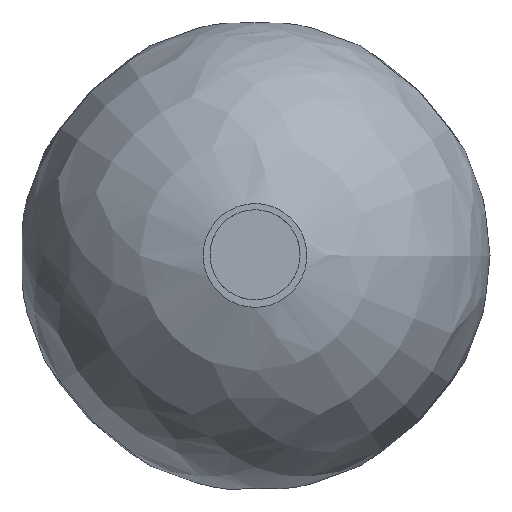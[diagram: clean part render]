
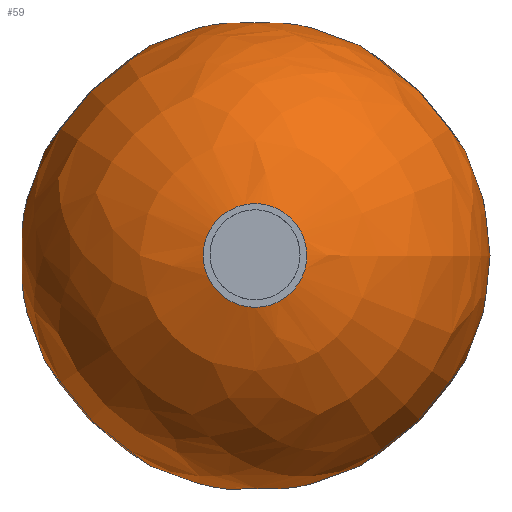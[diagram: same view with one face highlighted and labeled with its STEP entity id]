
A CAD part, top view. The second image highlights one B-rep face of the part: STEP entity #59.
In plain terms, the highlighted free-form (B-spline) face has degree [2, 2] with [9, 5] control points.
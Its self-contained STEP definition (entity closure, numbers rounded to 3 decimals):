
#59=ADVANCED_FACE('',(#73),#195,.T.);
#73=FACE_OUTER_BOUND('',#87,.T.);
#87=EDGE_LOOP('',(#122,#123,#124,#125));
#122=ORIENTED_EDGE('',*,*,#152,.F.);
#123=ORIENTED_EDGE('',*,*,#151,.T.);
#124=ORIENTED_EDGE('',*,*,#152,.T.);
#125=ORIENTED_EDGE('',*,*,#141,.F.);
#141=EDGE_CURVE('',#179,#179,#162,.T.);
#151=EDGE_CURVE('',#184,#184,#169,.T.);
#152=EDGE_CURVE('',#184,#179,#170,.T.);
#162=(
BOUNDED_CURVE()
B_SPLINE_CURVE(2,(#485,#486,#487,#488,#489,#490,#491,#492,#493),
 .UNSPECIFIED.,.T.,.F.)
B_SPLINE_CURVE_WITH_KNOTS((3,2,2,2,3),(0.,468.764,937.529,
1406.293,1875.057),.UNSPECIFIED.)
CURVE()
GEOMETRIC_REPRESENTATION_ITEM()
RATIONAL_B_SPLINE_CURVE((1.,0.707,1.,0.707,1.,0.707,
1.,0.707,1.))
REPRESENTATION_ITEM('')
);
#169=(
BOUNDED_CURVE()
B_SPLINE_CURVE(2,(#544,#545,#546,#547,#548,#549,#550,#551,#552),
 .UNSPECIFIED.,.T.,.F.)
B_SPLINE_CURVE_WITH_KNOTS((3,2,2,2,3),(0.,468.764,937.529,
1406.293,1875.057),.UNSPECIFIED.)
CURVE()
GEOMETRIC_REPRESENTATION_ITEM()
RATIONAL_B_SPLINE_CURVE((1.,0.707,1.,0.707,1.,0.707,
1.,0.707,1.))
REPRESENTATION_ITEM('')
);
#170=(
BOUNDED_CURVE()
B_SPLINE_CURVE(2,(#553,#554,#555,#556,#557),.UNSPECIFIED.,.F.,.F.)
B_SPLINE_CURVE_WITH_KNOTS((3,2,3),(731.263,1085.927,1440.592),
 .UNSPECIFIED.)
CURVE()
GEOMETRIC_REPRESENTATION_ITEM()
RATIONAL_B_SPLINE_CURVE((1.,0.829,1.,0.829,1.))
REPRESENTATION_ITEM('')
);
#179=VERTEX_POINT('',#468);
#184=VERTEX_POINT('',#473);
#195=(
BOUNDED_SURFACE()
B_SPLINE_SURFACE(2,2,((#422,#423,#424,#425,#426),(#427,#428,#429,#430,#431),
(#432,#433,#434,#435,#436),(#437,#438,#439,#440,#441),(#442,#443,#444,#445,
#446),(#447,#448,#449,#450,#451),(#452,#453,#454,#455,#456),(#457,#458,
#459,#460,#461),(#462,#463,#464,#465,#466)),.UNSPECIFIED.,.T.,.F.,.F.)
B_SPLINE_SURFACE_WITH_KNOTS((3,2,2,2,3),(3,2,3),(0.,468.764,937.529,
1406.293,1875.057),(731.263,1085.927,1440.592),
 .UNSPECIFIED.)
GEOMETRIC_REPRESENTATION_ITEM()
RATIONAL_B_SPLINE_SURFACE(((1.,0.829,1.,0.829,1.),
(0.707,0.586,0.707,0.586,
0.707),(1.,0.829,1.,0.829,1.),(0.707,
0.586,0.707,0.586,0.707),
(1.,0.829,1.,0.829,1.),(0.707,0.586,
0.707,0.586,0.707),(1.,0.829,
1.,0.829,1.),(0.707,0.586,0.707,
0.586,0.707),(1.,0.829,1.,0.829,
1.)))
REPRESENTATION_ITEM('')
SURFACE()
);
#422=CARTESIAN_POINT('',(154.081,0.,0.));
#423=CARTESIAN_POINT('',(326.77,0.,104.101));
#424=CARTESIAN_POINT('',(294.636,0.,303.163));
#425=CARTESIAN_POINT('',(262.501,0.,502.226));
#426=CARTESIAN_POINT('',(65.827,0.,546.7));
#427=CARTESIAN_POINT('',(154.081,154.081,0.));
#428=CARTESIAN_POINT('',(326.77,326.77,104.101));
#429=CARTESIAN_POINT('',(294.636,294.636,303.163));
#430=CARTESIAN_POINT('',(262.501,262.501,502.226));
#431=CARTESIAN_POINT('',(65.827,65.827,546.7));
#432=CARTESIAN_POINT('',(0.,154.081,0.));
#433=CARTESIAN_POINT('',(0.,326.77,104.101));
#434=CARTESIAN_POINT('',(0.,294.636,303.163));
#435=CARTESIAN_POINT('',(0.,262.501,502.226));
#436=CARTESIAN_POINT('',(0.,65.827,546.7));
#437=CARTESIAN_POINT('',(-154.081,154.081,0.));
#438=CARTESIAN_POINT('',(-326.77,326.77,104.101));
#439=CARTESIAN_POINT('',(-294.636,294.636,303.163));
#440=CARTESIAN_POINT('',(-262.501,262.501,502.226));
#441=CARTESIAN_POINT('',(-65.827,65.827,546.7));
#442=CARTESIAN_POINT('',(-154.081,0.,0.));
#443=CARTESIAN_POINT('',(-326.77,0.,104.101));
#444=CARTESIAN_POINT('',(-294.636,0.,303.163));
#445=CARTESIAN_POINT('',(-262.501,0.,502.226));
#446=CARTESIAN_POINT('',(-65.827,0.,546.7));
#447=CARTESIAN_POINT('',(-154.081,-154.081,0.));
#448=CARTESIAN_POINT('',(-326.77,-326.77,104.101));
#449=CARTESIAN_POINT('',(-294.636,-294.636,303.163));
#450=CARTESIAN_POINT('',(-262.501,-262.501,502.226));
#451=CARTESIAN_POINT('',(-65.827,-65.827,546.7));
#452=CARTESIAN_POINT('',(0.,-154.081,0.));
#453=CARTESIAN_POINT('',(0.,-326.77,104.101));
#454=CARTESIAN_POINT('',(0.,-294.636,303.163));
#455=CARTESIAN_POINT('',(0.,-262.501,502.226));
#456=CARTESIAN_POINT('',(0.,-65.827,546.7));
#457=CARTESIAN_POINT('',(154.081,-154.081,0.));
#458=CARTESIAN_POINT('',(326.77,-326.77,104.101));
#459=CARTESIAN_POINT('',(294.636,-294.636,303.163));
#460=CARTESIAN_POINT('',(262.501,-262.501,502.226));
#461=CARTESIAN_POINT('',(65.827,-65.827,546.7));
#462=CARTESIAN_POINT('',(154.081,0.,0.));
#463=CARTESIAN_POINT('',(326.77,0.,104.101));
#464=CARTESIAN_POINT('',(294.636,0.,303.163));
#465=CARTESIAN_POINT('',(262.501,0.,502.226));
#466=CARTESIAN_POINT('',(65.827,0.,546.7));
#468=CARTESIAN_POINT('',(65.827,0.,546.7));
#473=CARTESIAN_POINT('',(154.081,0.,0.));
#485=CARTESIAN_POINT('',(65.827,0.,546.7));
#486=CARTESIAN_POINT('',(65.827,65.827,546.7));
#487=CARTESIAN_POINT('',(0.,65.827,546.7));
#488=CARTESIAN_POINT('',(-65.827,65.827,546.7));
#489=CARTESIAN_POINT('',(-65.827,0.,546.7));
#490=CARTESIAN_POINT('',(-65.827,-65.827,546.7));
#491=CARTESIAN_POINT('',(0.,-65.827,546.7));
#492=CARTESIAN_POINT('',(65.827,-65.827,546.7));
#493=CARTESIAN_POINT('',(65.827,0.,546.7));
#544=CARTESIAN_POINT('',(154.081,0.,0.));
#545=CARTESIAN_POINT('',(154.081,154.081,0.));
#546=CARTESIAN_POINT('',(0.,154.081,0.));
#547=CARTESIAN_POINT('',(-154.081,154.081,0.));
#548=CARTESIAN_POINT('',(-154.081,0.,0.));
#549=CARTESIAN_POINT('',(-154.081,-154.081,0.));
#550=CARTESIAN_POINT('',(0.,-154.081,0.));
#551=CARTESIAN_POINT('',(154.081,-154.081,0.));
#552=CARTESIAN_POINT('',(154.081,0.,0.));
#553=CARTESIAN_POINT('',(154.081,0.,0.));
#554=CARTESIAN_POINT('',(326.77,0.,104.101));
#555=CARTESIAN_POINT('',(294.636,0.,303.163));
#556=CARTESIAN_POINT('',(262.501,0.,502.226));
#557=CARTESIAN_POINT('',(65.827,0.,546.7));
